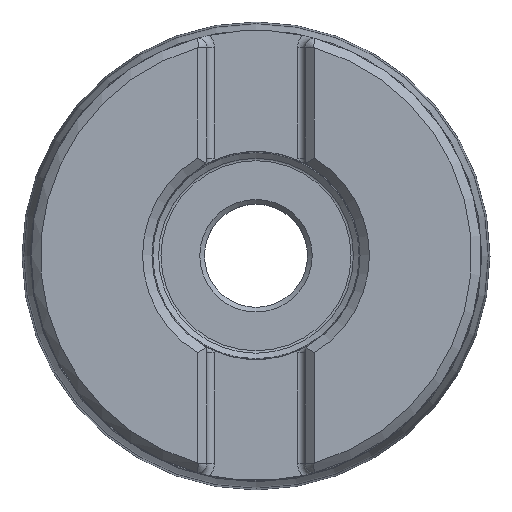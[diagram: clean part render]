
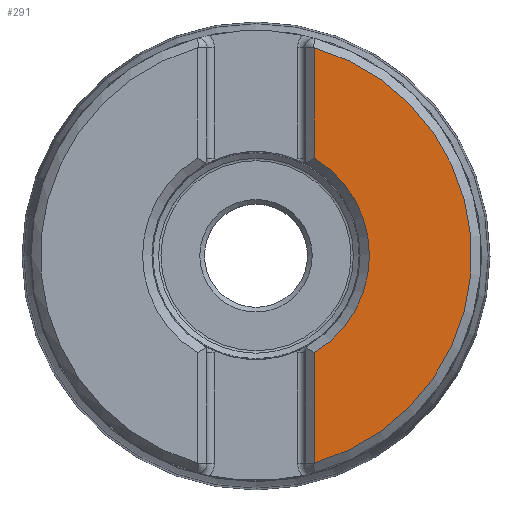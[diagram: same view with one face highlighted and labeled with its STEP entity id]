
A CAD part, top view. The second image highlights one B-rep face of the part: STEP entity #291.
In plain terms, the highlighted planar face has unit normal (0, 0, 1).
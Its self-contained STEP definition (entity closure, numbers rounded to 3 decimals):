
#100=PLANE('',#1537);
#115=FACE_OUTER_BOUND('',#659,.T.);
#161=LINE('',#2413,#201);
#162=LINE('',#2418,#202);
#201=VECTOR('',#1764,1.);
#202=VECTOR('',#1767,1.);
#291=ADVANCED_FACE('',(#115),#100,.T.);
#659=EDGE_LOOP('',(#821,#822,#823,#824));
#821=ORIENTED_EDGE('',*,*,#1272,.F.);
#822=ORIENTED_EDGE('',*,*,#1273,.T.);
#823=ORIENTED_EDGE('',*,*,#1274,.F.);
#824=ORIENTED_EDGE('',*,*,#1275,.T.);
#1143=VERTEX_POINT('',#2414);
#1144=VERTEX_POINT('',#2415);
#1145=VERTEX_POINT('',#2417);
#1146=VERTEX_POINT('',#2419);
#1272=EDGE_CURVE('',#1143,#1144,#161,.T.);
#1273=EDGE_CURVE('',#1143,#1145,#1443,.T.);
#1274=EDGE_CURVE('',#1146,#1145,#162,.T.);
#1275=EDGE_CURVE('',#1146,#1144,#1444,.T.);
#1443=CIRCLE('',#1535,23.);
#1444=CIRCLE('',#1536,12.099);
#1535=AXIS2_PLACEMENT_3D('',#2416,#1765,#1766);
#1536=AXIS2_PLACEMENT_3D('',#2420,#1768,#1769);
#1537=AXIS2_PLACEMENT_3D('',#2421,#1770,#1771);
#1764=DIRECTION('',(0.,1.,0.));
#1765=DIRECTION('',(0.,0.,1.));
#1766=DIRECTION('',(1.,0.,0.));
#1767=DIRECTION('',(0.,1.,0.));
#1768=DIRECTION('',(0.,0.,-1.));
#1769=DIRECTION('',(-1.,0.,0.));
#1770=DIRECTION('',(0.,0.,1.));
#1771=DIRECTION('',(1.,0.,0.));
#2413=CARTESIAN_POINT('',(6.228,-22.178,0.));
#2414=CARTESIAN_POINT('',(6.228,-22.141,0.));
#2415=CARTESIAN_POINT('',(6.228,-10.373,0.));
#2416=CARTESIAN_POINT('',(0.,0.,0.));
#2417=CARTESIAN_POINT('',(6.228,22.141,0.));
#2418=CARTESIAN_POINT('',(6.228,-22.178,0.));
#2419=CARTESIAN_POINT('',(6.228,10.373,0.));
#2420=CARTESIAN_POINT('',(0.,0.,0.));
#2421=CARTESIAN_POINT('',(24.,0.,0.));
